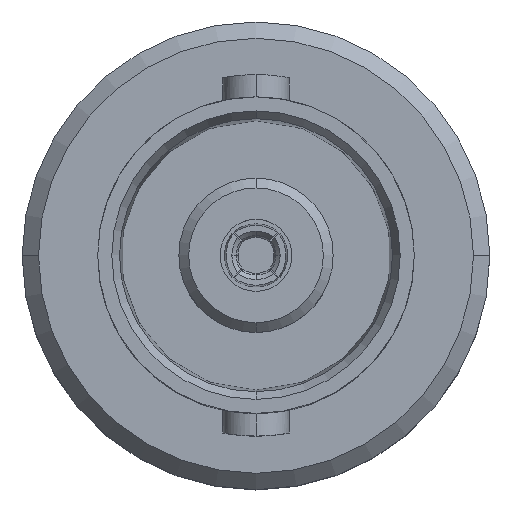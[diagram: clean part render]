
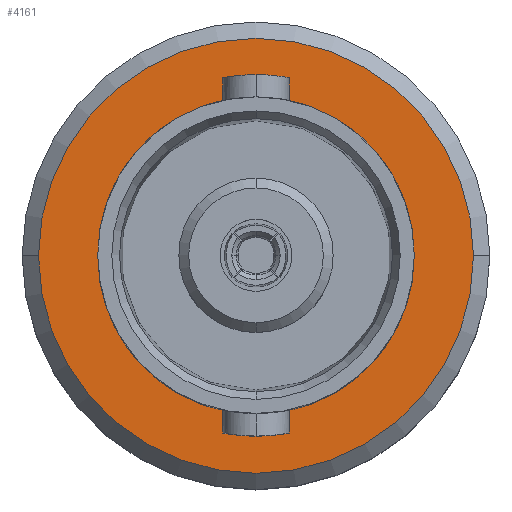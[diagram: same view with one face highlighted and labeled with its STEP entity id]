
A CAD part, top view. The second image highlights one B-rep face of the part: STEP entity #4161.
In plain terms, the highlighted planar face has unit normal (0, 0, 1).
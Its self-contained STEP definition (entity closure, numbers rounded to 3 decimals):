
#77 = PLANE ( 'NONE',  #5003 ) ;
#97 = CARTESIAN_POINT ( 'NONE',  ( 0., 4.6, -11.3 ) ) ;
#344 = CARTESIAN_POINT ( 'NONE',  ( 0., 0., -11.3 ) ) ;
#350 = AXIS2_PLACEMENT_3D ( 'NONE', #2747, #5454, #2283 ) ;
#454 = ORIENTED_EDGE ( 'NONE', *, *, #2619, .T. ) ;
#550 = DIRECTION ( 'NONE',  ( -1., 0., 0. ) ) ;
#737 = EDGE_CURVE ( 'NONE', #2539, #5817, #4106, .T. ) ;
#796 = DIRECTION ( 'NONE',  ( 1., 0., 0. ) ) ;
#1120 = DIRECTION ( 'NONE',  ( 0., 0., -1. ) ) ;
#1301 = EDGE_LOOP ( 'NONE', ( #5701, #3260 ) ) ;
#1327 = CARTESIAN_POINT ( 'NONE',  ( -4.84, 0., -11.3 ) ) ;
#1369 = CIRCLE ( 'NONE', #3308, 4.84 ) ;
#1945 = FACE_OUTER_BOUND ( 'NONE', #1983, .T. ) ;
#1983 = EDGE_LOOP ( 'NONE', ( #2594, #454 ) ) ;
#2263 = DIRECTION ( 'NONE',  ( 0., 0., -1. ) ) ;
#2283 = DIRECTION ( 'NONE',  ( 1., 0., 0. ) ) ;
#2539 = VERTEX_POINT ( 'NONE', #5691 ) ;
#2594 = ORIENTED_EDGE ( 'NONE', *, *, #737, .T. ) ;
#2619 = EDGE_CURVE ( 'NONE', #5817, #2539, #3270, .T. ) ;
#2719 = VERTEX_POINT ( 'NONE', #1327 ) ;
#2747 = CARTESIAN_POINT ( 'NONE',  ( 0., 0., -11.3 ) ) ;
#2815 = AXIS2_PLACEMENT_3D ( 'NONE', #5010, #2263, #5441 ) ;
#2891 = CARTESIAN_POINT ( 'NONE',  ( 4.84, 0., -11.3 ) ) ;
#3260 = ORIENTED_EDGE ( 'NONE', *, *, #3629, .T. ) ;
#3270 = CIRCLE ( 'NONE', #4860, 6.65 ) ;
#3302 = DIRECTION ( 'NONE',  ( 0., 0., -1. ) ) ;
#3308 = AXIS2_PLACEMENT_3D ( 'NONE', #3868, #1120, #4336 ) ;
#3450 = CARTESIAN_POINT ( 'NONE',  ( 6.65, 0., -11.3 ) ) ;
#3540 = DIRECTION ( 'NONE',  ( 0., 0., 1. ) ) ;
#3629 = EDGE_CURVE ( 'NONE', #2719, #4227, #1369, .T. ) ;
#3868 = CARTESIAN_POINT ( 'NONE',  ( 0., 0., -11.3 ) ) ;
#4106 = CIRCLE ( 'NONE', #350, 6.65 ) ;
#4161 = ADVANCED_FACE ( 'NONE', ( #5405, #1945 ), #77, .F. ) ;
#4227 = VERTEX_POINT ( 'NONE', #2891 ) ;
#4336 = DIRECTION ( 'NONE',  ( -1., 0., 0. ) ) ;
#4742 = CIRCLE ( 'NONE', #2815, 4.84 ) ;
#4860 = AXIS2_PLACEMENT_3D ( 'NONE', #344, #3540, #796 ) ;
#4974 = EDGE_CURVE ( 'NONE', #4227, #2719, #4742, .T. ) ;
#5003 = AXIS2_PLACEMENT_3D ( 'NONE', #97, #3302, #550 ) ;
#5010 = CARTESIAN_POINT ( 'NONE',  ( 0., 0., -11.3 ) ) ;
#5405 = FACE_BOUND ( 'NONE', #1301, .T. ) ;
#5441 = DIRECTION ( 'NONE',  ( -1., 0., 0. ) ) ;
#5454 = DIRECTION ( 'NONE',  ( 0., 0., 1. ) ) ;
#5691 = CARTESIAN_POINT ( 'NONE',  ( -6.65, 0., -11.3 ) ) ;
#5701 = ORIENTED_EDGE ( 'NONE', *, *, #4974, .T. ) ;
#5817 = VERTEX_POINT ( 'NONE', #3450 ) ;
